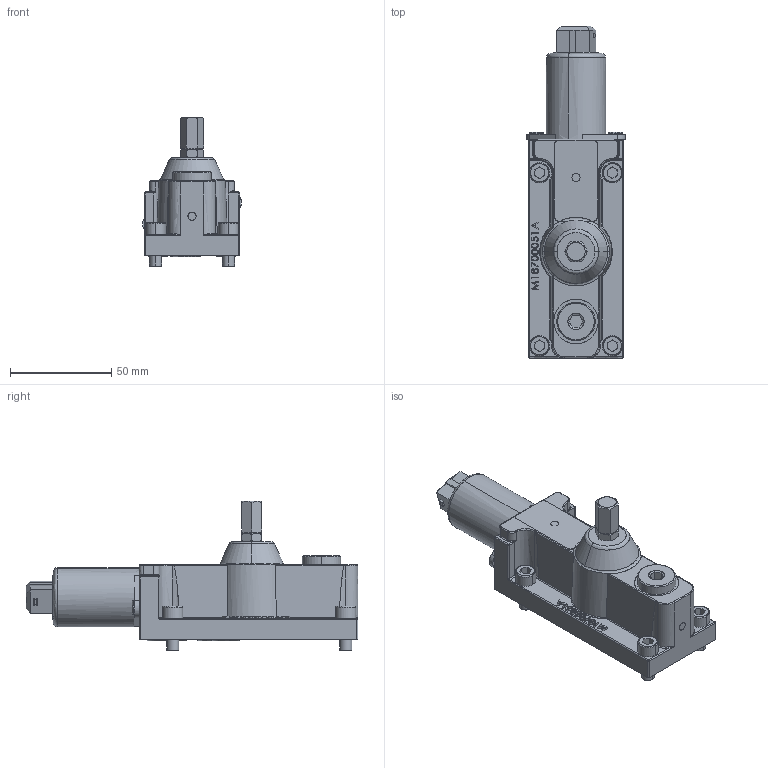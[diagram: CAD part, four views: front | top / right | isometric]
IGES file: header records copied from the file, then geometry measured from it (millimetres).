
Start section: SolidWorks IGES file using analytic representation for surfaces
Global section: file name: MSPF.igs; native system: SolidWorks 2014; preprocessor: SolidWorks 2014; author: serviziopdm; date: 150804.152820; units: millimetre
Bounding box: 48.81 x 164 x 73.97 mm (x, y, z)
Surface area: 37902 mm2 (no closed solid volume)
Topology: 0 solids, 0 shells, 613 faces, 6984 edges, 6973 vertices
Faces by surface type: bspline 389, revolution 224
